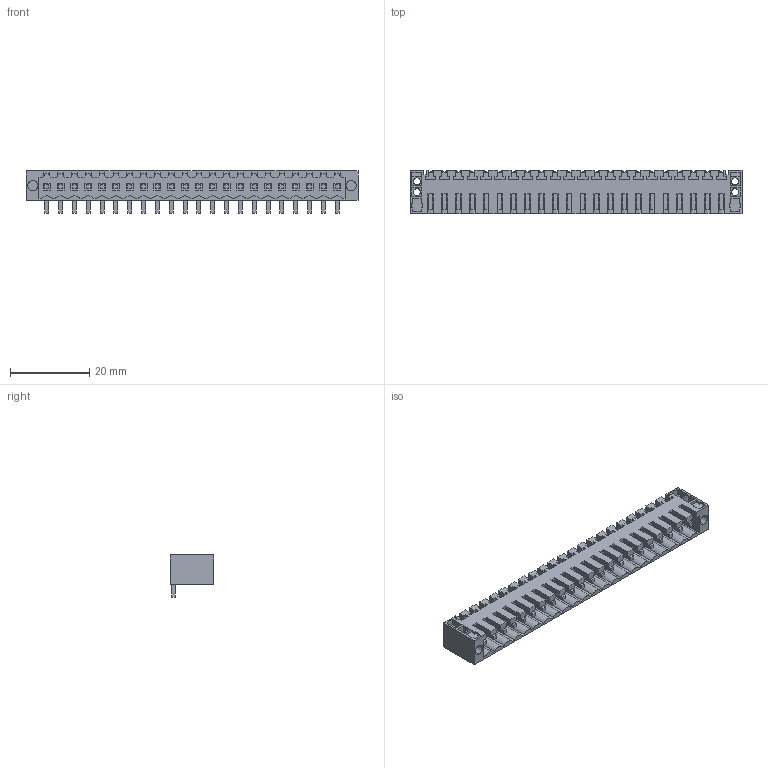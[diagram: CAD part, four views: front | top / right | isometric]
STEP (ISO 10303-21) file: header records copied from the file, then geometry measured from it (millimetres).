
FILE_DESCRIPTION(('CATIA V5 STEP Exchange','CAx-IF Rec.Pracs.--- Model Styling and Organization---1.4--- 2014-01-23'),'2;1');
FILE_NAME ('D1457244_1_1842280000_1842280000.stp','2021-08-12T06:49:26+00:00',('none'),('Weidmueller'),'CATIA Version 5-6 Release 2016 SP3 HF44','CATIA V5 STEP AP214','none');
FILE_SCHEMA(('AUTOMOTIVE_DESIGN { 1 0 10303 214 1 1 1 1 }'));
Length unit declared in the file: millimetre
Products named in the file (1): 1842280000
Bounding box: 84 x 11.05 x 10.65 mm (x, y, z)
Volume: 2903.9 mm3; surface area: 7758.7 mm2
Topology: 23 solids, 23 shells, 1156 faces, 3497 edges, 2393 vertices
Faces by surface type: plane 1118, cylinder 38
Entity records: 36538 total; most frequent: ORIENTED_EDGE 6994, CARTESIAN_POINT 6463, DIRECTION 4505, EDGE_CURVE 3497, VECTOR 3421, LINE 3421, VERTEX_POINT 2393, EDGE_LOOP 1220
